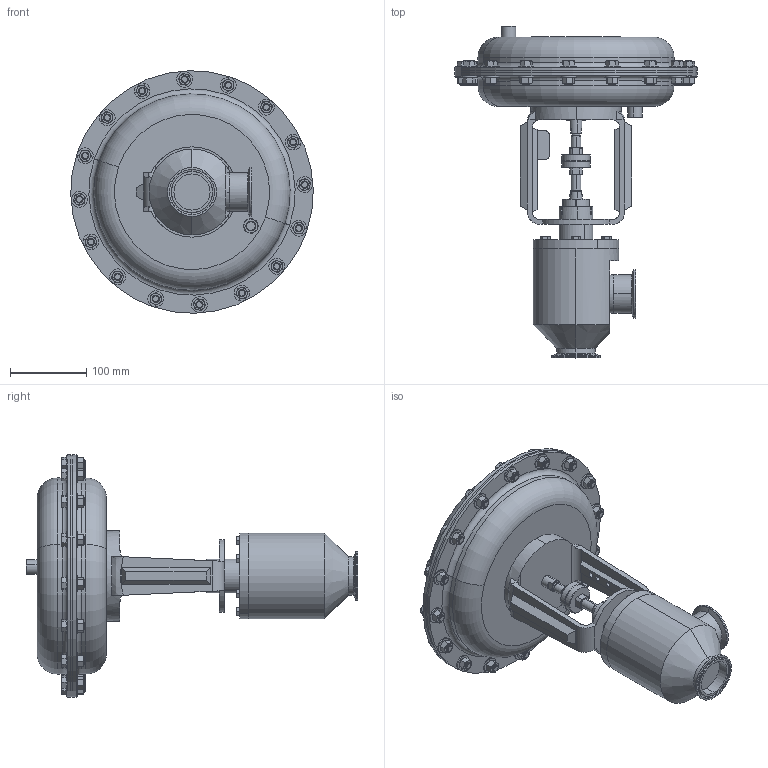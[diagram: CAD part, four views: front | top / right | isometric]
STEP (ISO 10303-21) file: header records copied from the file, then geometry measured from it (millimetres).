
FILE_DESCRIPTION (( 'STEP AP203' ), '1' );
FILE_NAME ('978-200-OR-55M.STEP', '2017-06-14T14:32:14', ( '' ), ( '' ), 'SwSTEP 2.0', 'SolidWorks 2014', '' );
FILE_SCHEMA (( 'CONFIG_CONTROL_DESIGN' ));
Length unit declared in the file: inch
Products named in the file (2): 978-200-OR-55M
Bounding box: 317.42 x 434.4 x 317.42 mm (x, y, z)
Volume: 6589679.9 mm3; surface area: 381564.9 mm2
Topology: 1 solids, 1 shells, 1036 faces, 2341 edges, 1421 vertices
Faces by surface type: plane 420, cone 413, cylinder 183, torus 18, bspline 2
Entity records: 31376 total; most frequent: CARTESIAN_POINT 8875, ORIENTED_EDGE 4682, DIRECTION 4523, EDGE_CURVE 2341, AXIS2_PLACEMENT_3D 1857, VERTEX_POINT 1421, EDGE_LOOP 1160, ADVANCED_FACE 1036
